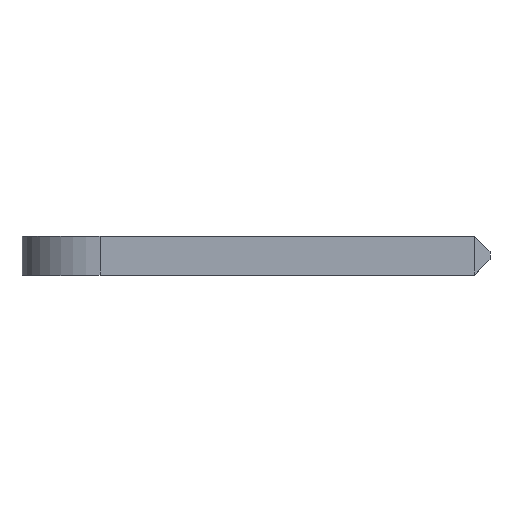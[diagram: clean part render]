
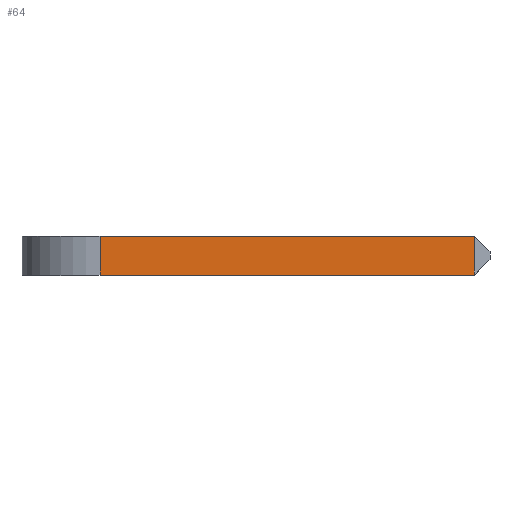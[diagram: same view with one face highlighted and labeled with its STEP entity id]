
A CAD part, top view. The second image highlights one B-rep face of the part: STEP entity #64.
In plain terms, the highlighted planar face has unit normal (0, 0, 1).
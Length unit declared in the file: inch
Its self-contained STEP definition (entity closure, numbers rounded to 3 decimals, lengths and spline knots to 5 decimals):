
#25=CARTESIAN_POINT('',(0.125,-0.0125,0.0125));
#26=DIRECTION('',(-1.,0.,0.));
#27=VECTOR('',#26,1.);
#28=LINE('',#25,#27);
#29=EDGE_CURVE('',#31,#33,#28,.T.);
#30=CARTESIAN_POINT('',(0.24,-0.0125,0.0125));
#31=VERTEX_POINT('',#30);
#32=CARTESIAN_POINT('',(0.,-0.0125,0.0125));
#33=VERTEX_POINT('',#32);
#34=ORIENTED_EDGE('',*,*,#29,.F.);
#35=CARTESIAN_POINT('',(0.24,0.,0.0125));
#36=DIRECTION('',(0.,1.,0.));
#37=VECTOR('',#36,1.);
#38=LINE('',#35,#37);
#39=EDGE_CURVE('',#31,#41,#38,.T.);
#40=CARTESIAN_POINT('',(0.24,0.0125,0.0125));
#41=VERTEX_POINT('',#40);
#42=ORIENTED_EDGE('',*,*,#39,.T.);
#43=CARTESIAN_POINT('',(0.125,0.0125,0.0125));
#44=DIRECTION('',(1.,0.,0.));
#45=VECTOR('',#44,1.);
#46=LINE('',#43,#45);
#47=EDGE_CURVE('',#49,#41,#46,.T.);
#48=CARTESIAN_POINT('',(0.,0.0125,0.0125));
#49=VERTEX_POINT('',#48);
#50=ORIENTED_EDGE('',*,*,#47,.F.);
#51=CARTESIAN_POINT('',(0.,0.,0.0125));
#52=DIRECTION('',(0.,1.,0.));
#53=VECTOR('',#52,1.);
#54=LINE('',#51,#53);
#55=EDGE_CURVE('',#33,#49,#54,.T.);
#56=ORIENTED_EDGE('',*,*,#55,.F.);
#57=EDGE_LOOP('',(#34,#42,#50,#56));
#58=FACE_BOUND('',#57,.T.);
#59=CARTESIAN_POINT('',(0.125,0.,0.0125));
#60=DIRECTION('',(0.,0.,1.));
#61=DIRECTION('',(1.,0.,0.));
#62=AXIS2_PLACEMENT_3D('',#59,#60,#61);
#63=PLANE('',#62);
#64=ADVANCED_FACE('',(#58),#63,.T.);
